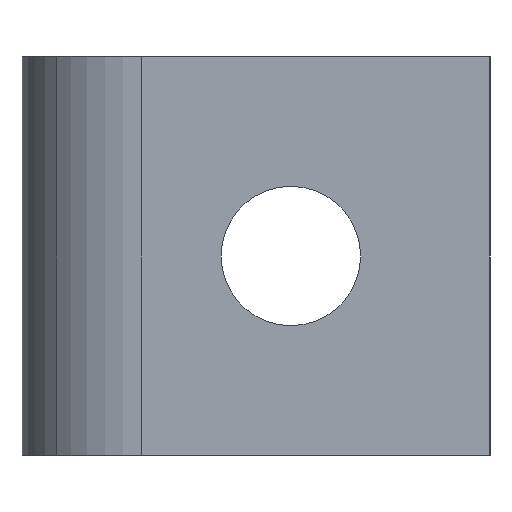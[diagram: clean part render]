
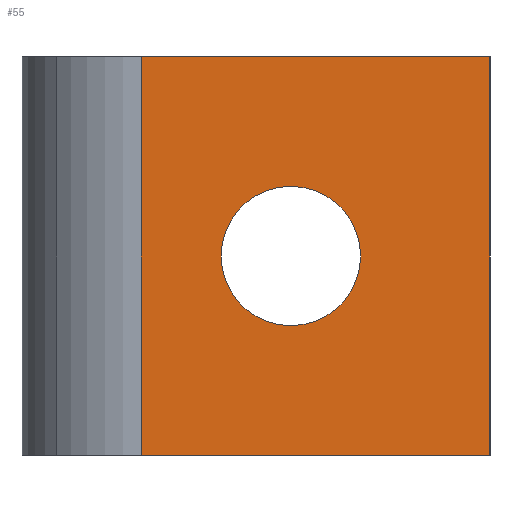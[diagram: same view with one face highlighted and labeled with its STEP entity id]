
A CAD part, left-side view. The second image highlights one B-rep face of the part: STEP entity #55.
In plain terms, the highlighted planar face has unit normal (-1, 0, 0).
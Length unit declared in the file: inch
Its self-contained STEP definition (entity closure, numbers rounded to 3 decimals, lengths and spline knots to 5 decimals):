
#55=ADVANCED_FACE('',(#112,#113),#114,.T.);
#112=FACE_OUTER_BOUND('',#171,.T.);
#113=FACE_BOUND('',#172,.T.);
#114=PLANE('',#173);
#171=EDGE_LOOP('',(#256,#257,#258,#259));
#172=EDGE_LOOP('',(#260,#261));
#173=AXIS2_PLACEMENT_3D('',#262,#263,#264);
#256=ORIENTED_EDGE('',*,*,#382,.F.);
#257=ORIENTED_EDGE('',*,*,#383,.T.);
#258=ORIENTED_EDGE('',*,*,#384,.T.);
#259=ORIENTED_EDGE('',*,*,#385,.T.);
#260=ORIENTED_EDGE('',*,*,#377,.T.);
#261=ORIENTED_EDGE('',*,*,#379,.T.);
#262=CARTESIAN_POINT('',(0.,1.83592,-0.7874));
#263=DIRECTION('',(-1.0,0.,0.));
#264=DIRECTION('',(0.,0.,1.0));
#377=EDGE_CURVE('',#446,#450,#452,.T.);
#379=EDGE_CURVE('',#450,#446,#454,.T.);
#382=EDGE_CURVE('',#457,#458,#459,.T.);
#383=EDGE_CURVE('',#457,#460,#461,.T.);
#384=EDGE_CURVE('',#460,#462,#463,.T.);
#385=EDGE_CURVE('',#462,#458,#464,.T.);
#446=VERTEX_POINT('',#541);
#450=VERTEX_POINT('',#546);
#452=CIRCLE('',#549,0.27559);
#454=CIRCLE('',#551,0.27559);
#457=VERTEX_POINT('',#554);
#458=VERTEX_POINT('',#555);
#459=LINE('',#556,#557);
#460=VERTEX_POINT('',#558);
#461=LINE('',#559,#560);
#462=VERTEX_POINT('',#561);
#463=LINE('',#562,#563);
#464=LINE('',#564,#565);
#541=CARTESIAN_POINT('',(0.,1.06299,-0.7874));
#546=CARTESIAN_POINT('',(0.,0.51181,-0.7874));
#549=AXIS2_PLACEMENT_3D('',#646,#647,#648);
#551=AXIS2_PLACEMENT_3D('',#649,#650,#651);
#554=CARTESIAN_POINT('',(0.,1.37795,-1.5748));
#555=CARTESIAN_POINT('',(0.,1.37795,0.));
#556=CARTESIAN_POINT('',(0.,1.37795,-0.7874));
#557=VECTOR('',#655,0.03937);
#558=CARTESIAN_POINT('',(0.,0.,-1.5748));
#559=CARTESIAN_POINT('',(0.,0.22004,-1.5748));
#560=VECTOR('',#656,0.03937);
#561=CARTESIAN_POINT('',(0.,0.,0.));
#562=CARTESIAN_POINT('',(0.,0.,-0.7874));
#563=VECTOR('',#657,0.03937);
#564=CARTESIAN_POINT('',(0.,0.22004,0.));
#565=VECTOR('',#658,0.03937);
#646=CARTESIAN_POINT('',(0.,0.7874,-0.7874));
#647=DIRECTION('',(1.0,0.,0.));
#648=DIRECTION('',(0.,1.0,0.));
#649=CARTESIAN_POINT('',(0.,0.7874,-0.7874));
#650=DIRECTION('',(1.0,0.,0.));
#651=DIRECTION('',(0.,1.0,0.));
#655=DIRECTION('',(0.,0.,1.0));
#656=DIRECTION('',(0.,-1.0,0.));
#657=DIRECTION('',(0.,0.,1.0));
#658=DIRECTION('',(0.,1.0,0.));
